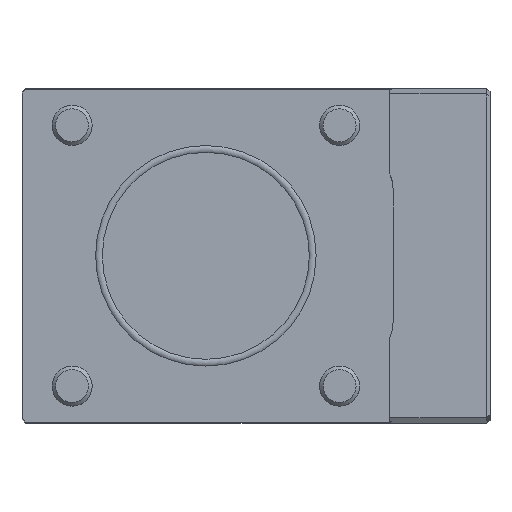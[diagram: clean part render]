
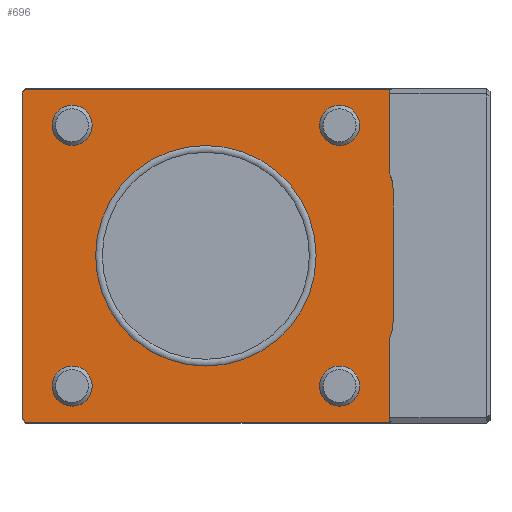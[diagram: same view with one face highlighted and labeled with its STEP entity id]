
A CAD part, top view. The second image highlights one B-rep face of the part: STEP entity #696.
In plain terms, the highlighted planar face has unit normal (0, 0, 1).
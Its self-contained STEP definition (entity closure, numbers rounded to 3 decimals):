
#179=LINE('',#3815,#374);
#182=LINE('',#3821,#377);
#183=LINE('',#3851,#378);
#185=LINE('',#3857,#380);
#187=LINE('',#3889,#382);
#188=LINE('',#3893,#383);
#190=LINE('',#3897,#385);
#192=LINE('',#3901,#387);
#374=VECTOR('',#2900,1.);
#377=VECTOR('',#2905,1.);
#378=VECTOR('',#2910,1.);
#380=VECTOR('',#2918,1.);
#382=VECTOR('',#2926,1.);
#383=VECTOR('',#2931,1.);
#385=VECTOR('',#2935,1.);
#387=VECTOR('',#2939,1.);
#511=FACE_BOUND('',#1058,.T.);
#512=FACE_BOUND('',#1059,.T.);
#513=FACE_BOUND('',#1060,.T.);
#514=FACE_BOUND('',#1061,.T.);
#515=FACE_BOUND('',#1062,.T.);
#516=FACE_BOUND('',#1063,.T.);
#696=ADVANCED_FACE('',(#511,#512,#513,#514,#515,#516),#839,.F.);
#839=PLANE('',#2484);
#1058=EDGE_LOOP('',(#1500,#1501,#1502,#1503,#1504,#1505,#1506,#1507,#1508,
#1509));
#1059=EDGE_LOOP('',(#1510));
#1060=EDGE_LOOP('',(#1511));
#1061=EDGE_LOOP('',(#1512));
#1062=EDGE_LOOP('',(#1513));
#1063=EDGE_LOOP('',(#1514));
#1500=ORIENTED_EDGE('',*,*,#2150,.F.);
#1501=ORIENTED_EDGE('',*,*,#2148,.T.);
#1502=ORIENTED_EDGE('',*,*,#2146,.T.);
#1503=ORIENTED_EDGE('',*,*,#2144,.T.);
#1504=ORIENTED_EDGE('',*,*,#2142,.T.);
#1505=ORIENTED_EDGE('',*,*,#2140,.T.);
#1506=ORIENTED_EDGE('',*,*,#2138,.T.);
#1507=ORIENTED_EDGE('',*,*,#2137,.T.);
#1508=ORIENTED_EDGE('',*,*,#2134,.F.);
#1509=ORIENTED_EDGE('',*,*,#2131,.T.);
#1510=ORIENTED_EDGE('',*,*,#2151,.T.);
#1511=ORIENTED_EDGE('',*,*,#2152,.T.);
#1512=ORIENTED_EDGE('',*,*,#2153,.T.);
#1513=ORIENTED_EDGE('',*,*,#2154,.T.);
#1514=ORIENTED_EDGE('',*,*,#1999,.F.);
#1794=VERTEX_POINT('',#3545);
#1879=VERTEX_POINT('',#3816);
#1880=VERTEX_POINT('',#3817);
#1881=VERTEX_POINT('',#3822);
#1882=VERTEX_POINT('',#3850);
#1883=VERTEX_POINT('',#3854);
#1884=VERTEX_POINT('',#3858);
#1885=VERTEX_POINT('',#3862);
#1886=VERTEX_POINT('',#3890);
#1887=VERTEX_POINT('',#3894);
#1888=VERTEX_POINT('',#3898);
#1889=VERTEX_POINT('',#3904);
#1890=VERTEX_POINT('',#3906);
#1891=VERTEX_POINT('',#3908);
#1892=VERTEX_POINT('',#3910);
#1999=EDGE_CURVE('',#1794,#1794,#2285,.T.);
#2131=EDGE_CURVE('',#1879,#1880,#179,.T.);
#2134=EDGE_CURVE('',#1879,#1881,#182,.T.);
#2137=EDGE_CURVE('',#1882,#1881,#183,.T.);
#2138=EDGE_CURVE('',#1883,#1882,#2300,.T.);
#2140=EDGE_CURVE('',#1884,#1883,#185,.T.);
#2142=EDGE_CURVE('',#1885,#1884,#2301,.T.);
#2144=EDGE_CURVE('',#1886,#1885,#187,.T.);
#2146=EDGE_CURVE('',#1887,#1886,#188,.T.);
#2148=EDGE_CURVE('',#1888,#1887,#190,.T.);
#2150=EDGE_CURVE('',#1888,#1880,#192,.T.);
#2151=EDGE_CURVE('',#1889,#1889,#2302,.T.);
#2152=EDGE_CURVE('',#1890,#1890,#2303,.T.);
#2153=EDGE_CURVE('',#1891,#1891,#2304,.T.);
#2154=EDGE_CURVE('',#1892,#1892,#2305,.T.);
#2285=CIRCLE('',#2395,32.992);
#2300=CIRCLE('',#2470,10.5);
#2301=CIRCLE('',#2473,10.5);
#2302=CIRCLE('',#2480,5.994);
#2303=CIRCLE('',#2481,5.994);
#2304=CIRCLE('',#2482,5.994);
#2305=CIRCLE('',#2483,5.994);
#2395=AXIS2_PLACEMENT_3D('',#3544,#2643,#2644);
#2470=AXIS2_PLACEMENT_3D('',#3853,#2913,#2914);
#2473=AXIS2_PLACEMENT_3D('',#3861,#2922,#2923);
#2480=AXIS2_PLACEMENT_3D('',#3903,#2942,#2943);
#2481=AXIS2_PLACEMENT_3D('',#3905,#2944,#2945);
#2482=AXIS2_PLACEMENT_3D('',#3907,#2946,#2947);
#2483=AXIS2_PLACEMENT_3D('',#3909,#2948,#2949);
#2484=AXIS2_PLACEMENT_3D('',#3911,#2950,#2951);
#2643=DIRECTION('',(0.,0.,1.));
#2644=DIRECTION('',(0.,1.,0.));
#2900=DIRECTION('',(-0.695,-0.719,0.));
#2905=DIRECTION('',(1.,0.,0.));
#2910=DIRECTION('',(0.,1.,0.));
#2913=DIRECTION('',(0.,0.,1.));
#2914=DIRECTION('',(-1.,0.,0.));
#2918=DIRECTION('',(0.,1.,0.));
#2922=DIRECTION('',(0.,0.,1.));
#2923=DIRECTION('',(-1.,0.,0.));
#2926=DIRECTION('',(0.,1.,0.));
#2931=DIRECTION('',(1.,0.,0.));
#2935=DIRECTION('',(0.695,-0.719,0.));
#2939=DIRECTION('',(0.,1.,0.));
#2942=DIRECTION('',(0.,0.,-1.));
#2943=DIRECTION('',(0.,1.,0.));
#2944=DIRECTION('',(0.,0.,-1.));
#2945=DIRECTION('',(0.,1.,0.));
#2946=DIRECTION('',(0.,0.,-1.));
#2947=DIRECTION('',(0.,1.,0.));
#2948=DIRECTION('',(0.,0.,-1.));
#2949=DIRECTION('',(0.,1.,0.));
#2950=DIRECTION('',(0.,0.,-1.));
#2951=DIRECTION('',(0.,1.,0.));
#3544=CARTESIAN_POINT('',(-55.,0.,0.));
#3545=CARTESIAN_POINT('',(-55.,32.992,0.));
#3815=CARTESIAN_POINT('',(-108.866,49.871,0.));
#3816=CARTESIAN_POINT('',(-109.,49.732,0.));
#3817=CARTESIAN_POINT('',(-110.,48.697,0.));
#3821=CARTESIAN_POINT('',(0.,49.732,0.));
#3822=CARTESIAN_POINT('',(0.,49.732,0.));
#3850=CARTESIAN_POINT('',(0.,24.472,0.));
#3851=CARTESIAN_POINT('',(0.,-50.,0.));
#3853=CARTESIAN_POINT('',(-9.5,20.,0.));
#3854=CARTESIAN_POINT('',(1.,20.,0.));
#3857=CARTESIAN_POINT('',(1.,-20.,0.));
#3858=CARTESIAN_POINT('',(1.,-20.,0.));
#3861=CARTESIAN_POINT('',(-9.5,-20.,0.));
#3862=CARTESIAN_POINT('',(0.,-24.472,0.));
#3889=CARTESIAN_POINT('',(0.,-50.,0.));
#3890=CARTESIAN_POINT('',(0.,-49.732,0.));
#3893=CARTESIAN_POINT('',(0.,-49.732,0.));
#3894=CARTESIAN_POINT('',(-109.,-49.732,0.));
#3897=CARTESIAN_POINT('',(-109.956,-48.742,0.));
#3898=CARTESIAN_POINT('',(-110.,-48.697,0.));
#3901=CARTESIAN_POINT('',(-110.,-50.,0.));
#3903=CARTESIAN_POINT('',(-95.,-39.,0.));
#3904=CARTESIAN_POINT('',(-95.,-33.006,0.));
#3905=CARTESIAN_POINT('',(-95.,39.,0.));
#3906=CARTESIAN_POINT('',(-95.,44.994,0.));
#3907=CARTESIAN_POINT('',(-15.,39.,0.));
#3908=CARTESIAN_POINT('',(-15.,44.994,0.));
#3909=CARTESIAN_POINT('',(-15.,-39.,0.));
#3910=CARTESIAN_POINT('',(-15.,-33.006,0.));
#3911=CARTESIAN_POINT('',(0.,-50.,0.));
